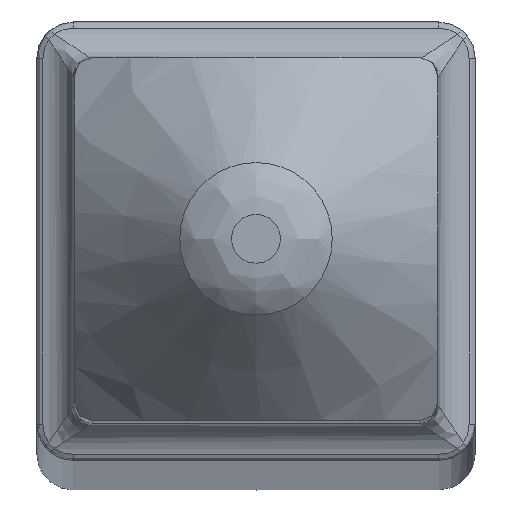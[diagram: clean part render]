
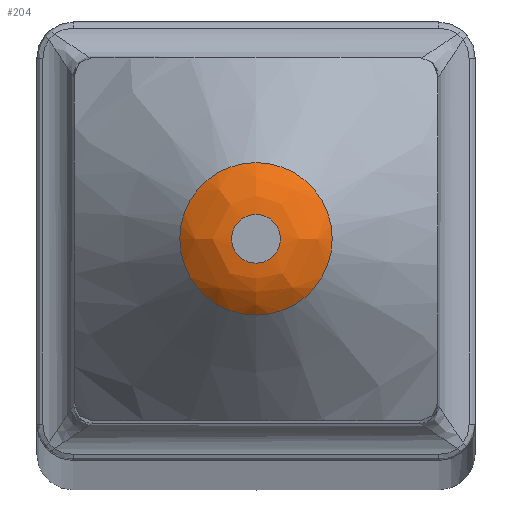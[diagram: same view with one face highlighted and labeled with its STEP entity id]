
A CAD part, top view. The second image highlights one B-rep face of the part: STEP entity #204.
In plain terms, the highlighted free-form (B-spline) face has degree [3, 3] with [4, 7] control points.
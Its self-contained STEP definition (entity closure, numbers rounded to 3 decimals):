
#56=(
BOUNDED_SURFACE()
B_SPLINE_SURFACE(3,3,((#1550,#1551,#1552,#1553,#1554,#1555,#1556),(#1557,
#1558,#1559,#1560,#1561,#1562,#1563),(#1564,#1565,#1566,#1567,#1568,#1569,
#1570),(#1571,#1572,#1573,#1574,#1575,#1576,#1577)),.UNSPECIFIED.,.F.,.T.,
 .F.)
B_SPLINE_SURFACE_WITH_KNOTS((4,4),(1,3,3,3,1),(0.,1.),(-0.5,0.,0.5,1.,1.5),
 .UNSPECIFIED.)
GEOMETRIC_REPRESENTATION_ITEM()
RATIONAL_B_SPLINE_SURFACE(((1.,0.333,0.333,1.,0.333,
0.333,1.),(0.949,0.316,0.316,
0.949,0.316,0.316,0.949),
(0.949,0.316,0.316,0.949,
0.316,0.316,0.949),(1.,0.333,
0.333,1.,0.333,0.333,1.)))
REPRESENTATION_ITEM('')
SURFACE()
);
#204=ADVANCED_FACE('',(#275,#276),#56,.T.);
#275=FACE_BOUND('',#306,.T.);
#276=FACE_BOUND('',#307,.T.);
#306=EDGE_LOOP('',(#425));
#307=EDGE_LOOP('',(#426));
#425=ORIENTED_EDGE('',*,*,#598,.F.);
#426=ORIENTED_EDGE('',*,*,#671,.F.);
#537=VERTEX_POINT('',#961);
#592=VERTEX_POINT('',#1548);
#598=EDGE_CURVE('',#537,#537,#699,.T.);
#671=EDGE_CURVE('',#592,#592,#719,.T.);
#699=CIRCLE('',#739,2.086);
#719=CIRCLE('',#774,0.672);
#739=AXIS2_PLACEMENT_3D('',#960,#805,#806);
#774=AXIS2_PLACEMENT_3D('',#1547,#888,#889);
#805=DIRECTION('',(0.,0.,-1.));
#806=DIRECTION('',(0.,1.,0.));
#888=DIRECTION('',(0.,0.,1.));
#889=DIRECTION('',(0.,-1.,0.));
#960=CARTESIAN_POINT('',(-173.819,-15.491,182.298));
#961=CARTESIAN_POINT('',(-173.819,-13.406,182.298));
#1547=CARTESIAN_POINT('',(-173.819,-15.491,182.883));
#1548=CARTESIAN_POINT('',(-173.819,-16.163,182.883));
#1550=CARTESIAN_POINT('',(-173.819,-16.163,182.883));
#1551=CARTESIAN_POINT('',(-172.476,-16.163,182.883));
#1552=CARTESIAN_POINT('',(-172.476,-14.82,182.883));
#1553=CARTESIAN_POINT('',(-173.819,-14.82,182.883));
#1554=CARTESIAN_POINT('',(-175.162,-14.82,182.883));
#1555=CARTESIAN_POINT('',(-175.162,-16.163,182.883));
#1556=CARTESIAN_POINT('',(-173.819,-16.163,182.883));
#1557=CARTESIAN_POINT('',(-173.819,-16.7,182.883));
#1558=CARTESIAN_POINT('',(-171.401,-16.7,182.883));
#1559=CARTESIAN_POINT('',(-171.401,-14.282,182.883));
#1560=CARTESIAN_POINT('',(-173.819,-14.282,182.883));
#1561=CARTESIAN_POINT('',(-176.237,-14.282,182.883));
#1562=CARTESIAN_POINT('',(-176.237,-16.7,182.883));
#1563=CARTESIAN_POINT('',(-173.819,-16.7,182.883));
#1564=CARTESIAN_POINT('',(-173.819,-17.197,182.678));
#1565=CARTESIAN_POINT('',(-170.408,-17.197,182.678));
#1566=CARTESIAN_POINT('',(-170.408,-13.786,182.678));
#1567=CARTESIAN_POINT('',(-173.819,-13.786,182.678));
#1568=CARTESIAN_POINT('',(-177.23,-13.786,182.678));
#1569=CARTESIAN_POINT('',(-177.23,-17.197,182.678));
#1570=CARTESIAN_POINT('',(-173.819,-17.197,182.678));
#1571=CARTESIAN_POINT('',(-173.819,-17.577,182.298));
#1572=CARTESIAN_POINT('',(-169.647,-17.577,182.298));
#1573=CARTESIAN_POINT('',(-169.647,-13.406,182.298));
#1574=CARTESIAN_POINT('',(-173.819,-13.406,182.298));
#1575=CARTESIAN_POINT('',(-177.991,-13.406,182.298));
#1576=CARTESIAN_POINT('',(-177.991,-17.577,182.298));
#1577=CARTESIAN_POINT('',(-173.819,-17.577,182.298));
